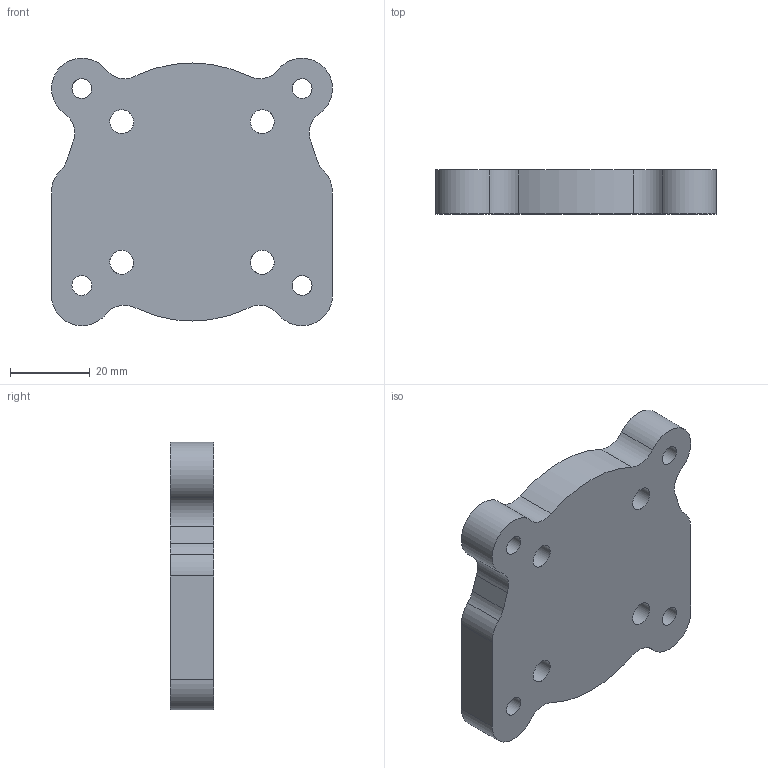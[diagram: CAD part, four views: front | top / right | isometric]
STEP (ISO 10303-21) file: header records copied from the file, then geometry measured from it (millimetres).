
FILE_DESCRIPTION(/* description */ (''),/* implementation_level */ '2;1');
FILE_NAME(/* name */ 'CNC_OM~1',/* time_stamp */ '2024-11-10T19:44:23+03:00',/* author */ (''),/* organization */ (''),/* preprocessor_version */ 'ST-DEVELOPER v16.5',/* originating_system */ '',/* authorisation */ '');
FILE_SCHEMA (('CONFIG_CONTROL_DESIGN'));
Length unit declared in the file: millimetre
Products named in the file (1): Document
Bounding box: 70.62 x 11 x 67.25 mm (x, y, z)
Volume: 43656.3 mm3; surface area: 12962.8 mm2
Topology: 1 solids, 1 shells, 38 faces, 96 edges, 64 vertices
Faces by surface type: cylinder 30, plane 8
Full cylindrical faces by diameter (mm): 5 x4, 6 x4, 11 x4
Entity records: 1296 total; most frequent: CARTESIAN_POINT 564, ORIENTED_EDGE 192, EDGE_CURVE 96, VERTEX_POINT 64, EDGE_LOOP 58, DIRECTION 42, AXIS2_PLACEMENT_3D 40, ADVANCED_FACE 38
